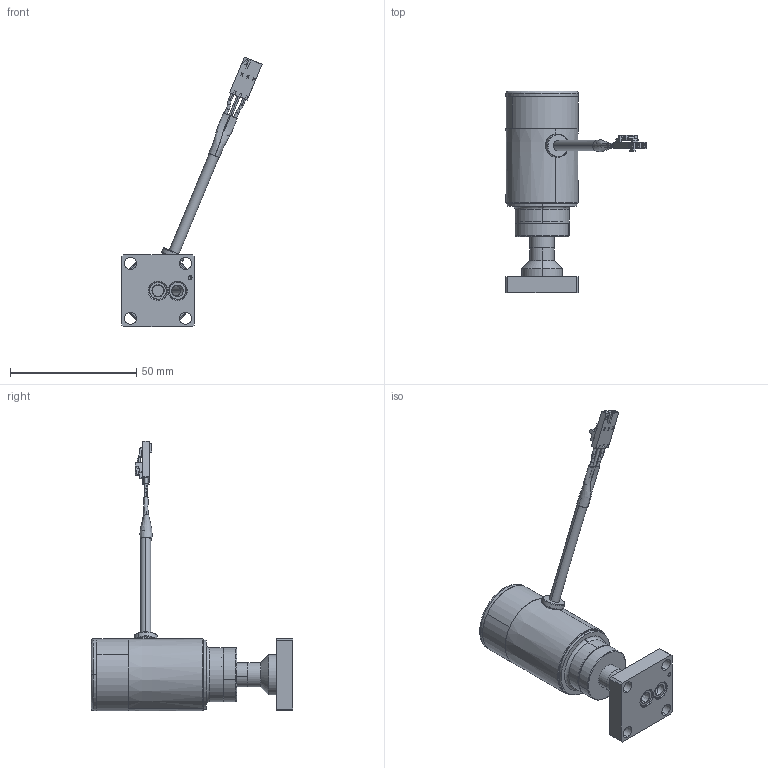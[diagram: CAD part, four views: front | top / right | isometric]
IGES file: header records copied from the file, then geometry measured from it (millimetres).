
Start section: SolidWorks IGES file using analytic representation for surfaces
Global section: file name: GID-H-CS.IGS; native system: SolidWorks 2019; preprocessor: SolidWorks 2019; author: CFehr; date: 200305.114101; units: inch
Bounding box: 55.45 x 79.77 x 106.75 mm (x, y, z)
Volume: 16969.2 mm3; surface area: 23635.3 mm2
Topology: 15 solids, 15 shells, 980 faces, 2465 edges, 1611 vertices
Faces by surface type: plane 633, bspline 180, revolution 167
